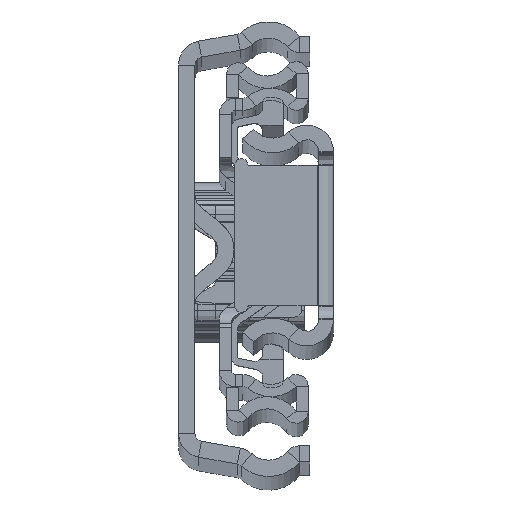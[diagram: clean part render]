
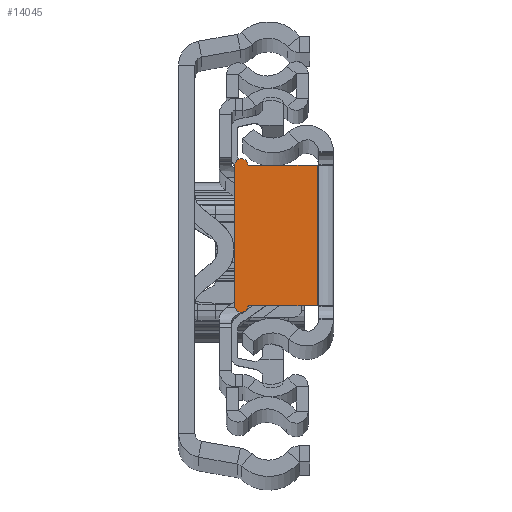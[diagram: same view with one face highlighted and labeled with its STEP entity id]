
A CAD part, top view. The second image highlights one B-rep face of the part: STEP entity #14045.
In plain terms, the highlighted planar face has unit normal (0, 0, 1).
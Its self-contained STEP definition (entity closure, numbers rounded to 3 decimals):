
#919 = VECTOR ( 'NONE', #33716, 1000. ) ;
#1109 = VECTOR ( 'NONE', #27673, 1000. ) ;
#1148 = CIRCLE ( 'NONE', #20037, 0.85 ) ;
#1670 = EDGE_LOOP ( 'NONE', ( #50515, #43615, #24938, #30815, #16517, #37779 ) ) ;
#2199 = DIRECTION ( 'NONE',  ( 1., 0., 0. ) ) ;
#3930 = AXIS2_PLACEMENT_3D ( 'NONE', #22912, #42525, #2199 ) ;
#4335 = CARTESIAN_POINT ( 'NONE',  ( -11.35, -8.65, 0. ) ) ;
#5667 = DIRECTION ( 'NONE',  ( 0., 0., 1. ) ) ;
#8673 = EDGE_CURVE ( 'NONE', #23792, #11531, #43811, .T. ) ;
#10399 = VERTEX_POINT ( 'NONE', #14426 ) ;
#11063 = PLANE ( 'NONE',  #3930 ) ;
#11531 = VERTEX_POINT ( 'NONE', #24729 ) ;
#13006 = VECTOR ( 'NONE', #13935, 1000. ) ;
#13223 = CARTESIAN_POINT ( 'NONE',  ( -12.2, -8.65, 0. ) ) ;
#13935 = DIRECTION ( 'NONE',  ( 0., 1., 0. ) ) ;
#14045 = ADVANCED_FACE ( 'NONE', ( #34456 ), #11063, .T. ) ;
#14426 = CARTESIAN_POINT ( 'NONE',  ( -10.5, -8.65, 0. ) ) ;
#16517 = ORIENTED_EDGE ( 'NONE', *, *, #8673, .F. ) ;
#17903 = EDGE_CURVE ( 'NONE', #30066, #11531, #37345, .T. ) ;
#20037 = AXIS2_PLACEMENT_3D ( 'NONE', #47058, #5667, #22617 ) ;
#21018 = DIRECTION ( 'NONE',  ( -1., 0., 0. ) ) ;
#22617 = DIRECTION ( 'NONE',  ( 1., 0., 0. ) ) ;
#22912 = CARTESIAN_POINT ( 'NONE',  ( 0., 0., 0. ) ) ;
#23792 = VERTEX_POINT ( 'NONE', #39690 ) ;
#24729 = CARTESIAN_POINT ( 'NONE',  ( -2., 8.65, 0. ) ) ;
#24938 = ORIENTED_EDGE ( 'NONE', *, *, #48664, .F. ) ;
#25035 = CARTESIAN_POINT ( 'NONE',  ( -12.2, 8.65, 0. ) ) ;
#25360 = VECTOR ( 'NONE', #37963, 1000. ) ;
#25915 = CARTESIAN_POINT ( 'NONE',  ( -12.2, 8.65, 0. ) ) ;
#26837 = EDGE_CURVE ( 'NONE', #35251, #42258, #51173, .T. ) ;
#27673 = DIRECTION ( 'NONE',  ( 1., 0., 0. ) ) ;
#30066 = VERTEX_POINT ( 'NONE', #44808 ) ;
#30815 = ORIENTED_EDGE ( 'NONE', *, *, #17903, .T. ) ;
#33617 = CARTESIAN_POINT ( 'NONE',  ( -12.2, -8.65, 0. ) ) ;
#33716 = DIRECTION ( 'NONE',  ( 0., 1., 0. ) ) ;
#34456 = FACE_OUTER_BOUND ( 'NONE', #1670, .T. ) ;
#35251 = VERTEX_POINT ( 'NONE', #33617 ) ;
#36308 = EDGE_CURVE ( 'NONE', #35251, #10399, #47425, .T. ) ;
#36561 = CARTESIAN_POINT ( 'NONE',  ( -1.8, 8.65, 0. ) ) ;
#37150 = AXIS2_PLACEMENT_3D ( 'NONE', #4335, #50291, #21018 ) ;
#37345 = LINE ( 'NONE', #49693, #13006 ) ;
#37779 = ORIENTED_EDGE ( 'NONE', *, *, #47143, .T. ) ;
#37963 = DIRECTION ( 'NONE',  ( -1., 0., 0. ) ) ;
#39690 = CARTESIAN_POINT ( 'NONE',  ( -10.5, 8.65, 0. ) ) ;
#42258 = VERTEX_POINT ( 'NONE', #25035 ) ;
#42525 = DIRECTION ( 'NONE',  ( 0., 0., 1. ) ) ;
#43615 = ORIENTED_EDGE ( 'NONE', *, *, #36308, .T. ) ;
#43811 = LINE ( 'NONE', #36561, #1109 ) ;
#44808 = CARTESIAN_POINT ( 'NONE',  ( -2., -8.65, 0. ) ) ;
#47058 = CARTESIAN_POINT ( 'NONE',  ( -11.35, 8.65, 0. ) ) ;
#47143 = EDGE_CURVE ( 'NONE', #23792, #42258, #1148, .T. ) ;
#47425 = CIRCLE ( 'NONE', #37150, 0.85 ) ;
#48664 = EDGE_CURVE ( 'NONE', #30066, #10399, #50050, .T. ) ;
#49693 = CARTESIAN_POINT ( 'NONE',  ( -2., 0., 0. ) ) ;
#50050 = LINE ( 'NONE', #13223, #25360 ) ;
#50291 = DIRECTION ( 'NONE',  ( 0., 0., 1. ) ) ;
#50515 = ORIENTED_EDGE ( 'NONE', *, *, #26837, .F. ) ;
#51173 = LINE ( 'NONE', #25915, #919 ) ;
